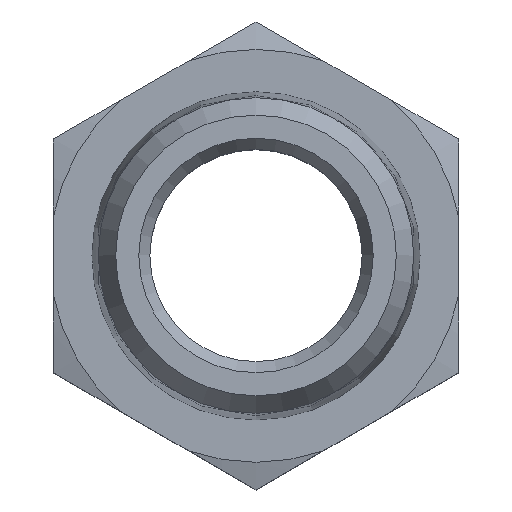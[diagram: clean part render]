
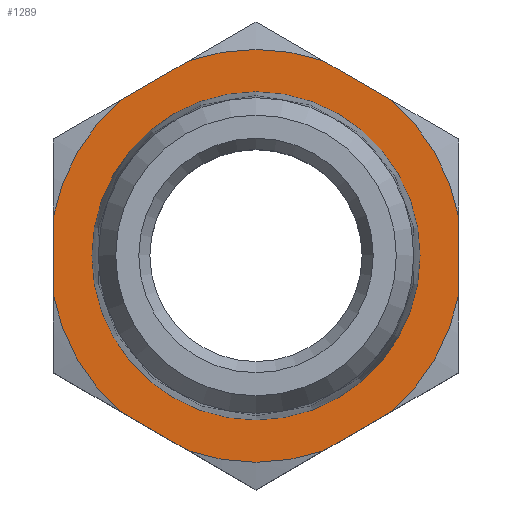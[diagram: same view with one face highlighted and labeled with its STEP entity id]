
A CAD part, top view. The second image highlights one B-rep face of the part: STEP entity #1289.
In plain terms, the highlighted planar face has unit normal (0, 0, 1).
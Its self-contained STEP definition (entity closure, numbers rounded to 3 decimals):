
#124=LINE('',#2148,#214);
#126=LINE('',#2162,#216);
#128=LINE('',#2176,#218);
#130=LINE('',#2190,#220);
#132=LINE('',#2204,#222);
#134=LINE('',#2218,#224);
#214=VECTOR('',#1705,1000.);
#216=VECTOR('',#1709,1000.);
#218=VECTOR('',#1713,1000.);
#220=VECTOR('',#1717,1000.);
#222=VECTOR('',#1721,1000.);
#224=VECTOR('',#1725,1000.);
#459=ORIENTED_EDGE('',*,*,#779,.F.);
#460=ORIENTED_EDGE('',*,*,#780,.T.);
#461=ORIENTED_EDGE('',*,*,#754,.T.);
#462=ORIENTED_EDGE('',*,*,#781,.T.);
#463=ORIENTED_EDGE('',*,*,#774,.T.);
#464=ORIENTED_EDGE('',*,*,#782,.T.);
#465=ORIENTED_EDGE('',*,*,#770,.T.);
#466=ORIENTED_EDGE('',*,*,#783,.T.);
#467=ORIENTED_EDGE('',*,*,#766,.T.);
#468=ORIENTED_EDGE('',*,*,#784,.T.);
#469=ORIENTED_EDGE('',*,*,#762,.T.);
#470=ORIENTED_EDGE('',*,*,#785,.T.);
#471=ORIENTED_EDGE('',*,*,#758,.T.);
#754=EDGE_CURVE('',#920,#919,#124,.T.);
#758=EDGE_CURVE('',#923,#922,#126,.T.);
#762=EDGE_CURVE('',#926,#925,#128,.T.);
#766=EDGE_CURVE('',#929,#928,#130,.T.);
#770=EDGE_CURVE('',#932,#931,#132,.T.);
#774=EDGE_CURVE('',#935,#934,#134,.T.);
#779=EDGE_CURVE('',#939,#939,#1015,.T.);
#780=EDGE_CURVE('',#922,#920,#1016,.T.);
#781=EDGE_CURVE('',#919,#935,#1017,.T.);
#782=EDGE_CURVE('',#934,#932,#1018,.T.);
#783=EDGE_CURVE('',#931,#929,#1019,.T.);
#784=EDGE_CURVE('',#928,#926,#1020,.T.);
#785=EDGE_CURVE('',#925,#923,#1021,.T.);
#919=VERTEX_POINT('',#2147);
#920=VERTEX_POINT('',#2149);
#922=VERTEX_POINT('',#2161);
#923=VERTEX_POINT('',#2163);
#925=VERTEX_POINT('',#2175);
#926=VERTEX_POINT('',#2177);
#928=VERTEX_POINT('',#2189);
#929=VERTEX_POINT('',#2191);
#931=VERTEX_POINT('',#2203);
#932=VERTEX_POINT('',#2205);
#934=VERTEX_POINT('',#2217);
#935=VERTEX_POINT('',#2219);
#939=VERTEX_POINT('',#2234);
#1015=CIRCLE('',#1435,8.506);
#1016=CIRCLE('',#1437,10.7);
#1017=CIRCLE('',#1438,10.7);
#1018=CIRCLE('',#1439,10.7);
#1019=CIRCLE('',#1440,10.7);
#1020=CIRCLE('',#1441,10.7);
#1021=CIRCLE('',#1442,10.7);
#1083=EDGE_LOOP('',(#459));
#1084=EDGE_LOOP('',(#460,#461,#462,#463,#464,#465,#466,#467,#468,#469,#470,
#471));
#1175=FACE_BOUND('',#1083,.T.);
#1176=FACE_BOUND('',#1084,.T.);
#1231=PLANE('',#1436);
#1289=ADVANCED_FACE('',(#1175,#1176),#1231,.F.);
#1435=AXIS2_PLACEMENT_3D('',#2233,#1738,#1739);
#1436=AXIS2_PLACEMENT_3D('',#2235,#1740,#1741);
#1437=AXIS2_PLACEMENT_3D('',#2236,#1742,#1743);
#1438=AXIS2_PLACEMENT_3D('',#2237,#1744,#1745);
#1439=AXIS2_PLACEMENT_3D('',#2238,#1746,#1747);
#1440=AXIS2_PLACEMENT_3D('',#2239,#1748,#1749);
#1441=AXIS2_PLACEMENT_3D('',#2240,#1750,#1751);
#1442=AXIS2_PLACEMENT_3D('',#2241,#1752,#1753);
#1705=DIRECTION('',(0.,-1.,0.));
#1709=DIRECTION('',(-0.866,-0.5,0.));
#1713=DIRECTION('',(-0.866,0.5,0.));
#1717=DIRECTION('',(0.,1.,0.));
#1721=DIRECTION('',(0.866,0.5,0.));
#1725=DIRECTION('',(0.866,-0.5,0.));
#1738=DIRECTION('',(0.,0.,1.));
#1739=DIRECTION('',(0.,-1.,0.));
#1740=DIRECTION('',(0.,0.,-1.));
#1741=DIRECTION('',(0.,1.,0.));
#1742=DIRECTION('',(0.,0.,1.));
#1743=DIRECTION('',(0.,-1.,0.));
#1744=DIRECTION('',(0.,0.,1.));
#1745=DIRECTION('',(0.,-1.,0.));
#1746=DIRECTION('',(0.,0.,1.));
#1747=DIRECTION('',(0.,-1.,0.));
#1748=DIRECTION('',(0.,0.,1.));
#1749=DIRECTION('',(0.,-1.,0.));
#1750=DIRECTION('',(0.,0.,1.));
#1751=DIRECTION('',(0.,-1.,0.));
#1752=DIRECTION('',(0.,0.,1.));
#1753=DIRECTION('',(0.,-1.,0.));
#2147=CARTESIAN_POINT('',(-10.5,-2.059,27.9));
#2148=CARTESIAN_POINT('',(-10.5,-10.7,27.9));
#2149=CARTESIAN_POINT('',(-10.5,2.059,27.9));
#2161=CARTESIAN_POINT('',(-7.033,8.064,27.9));
#2162=CARTESIAN_POINT('',(-9.883,6.418,27.9));
#2163=CARTESIAN_POINT('',(-3.467,10.123,27.9));
#2175=CARTESIAN_POINT('',(3.467,10.123,27.9));
#2176=CARTESIAN_POINT('',(9.883,6.418,27.9));
#2177=CARTESIAN_POINT('',(7.033,8.064,27.9));
#2189=CARTESIAN_POINT('',(10.5,2.059,27.9));
#2190=CARTESIAN_POINT('',(10.5,-10.7,27.9));
#2191=CARTESIAN_POINT('',(10.5,-2.059,27.9));
#2203=CARTESIAN_POINT('',(7.033,-8.064,27.9));
#2204=CARTESIAN_POINT('',(0.617,-11.768,27.9));
#2205=CARTESIAN_POINT('',(3.467,-10.123,27.9));
#2217=CARTESIAN_POINT('',(-3.467,-10.123,27.9));
#2218=CARTESIAN_POINT('',(-0.617,-11.768,27.9));
#2219=CARTESIAN_POINT('',(-7.033,-8.064,27.9));
#2233=CARTESIAN_POINT('',(0.,0.,27.9));
#2234=CARTESIAN_POINT('',(0.,-8.506,27.9));
#2235=CARTESIAN_POINT('',(0.,-10.7,27.9));
#2236=CARTESIAN_POINT('',(0.,0.,27.9));
#2237=CARTESIAN_POINT('',(0.,0.,27.9));
#2238=CARTESIAN_POINT('',(0.,0.,27.9));
#2239=CARTESIAN_POINT('',(0.,0.,27.9));
#2240=CARTESIAN_POINT('',(0.,0.,27.9));
#2241=CARTESIAN_POINT('',(0.,0.,27.9));
